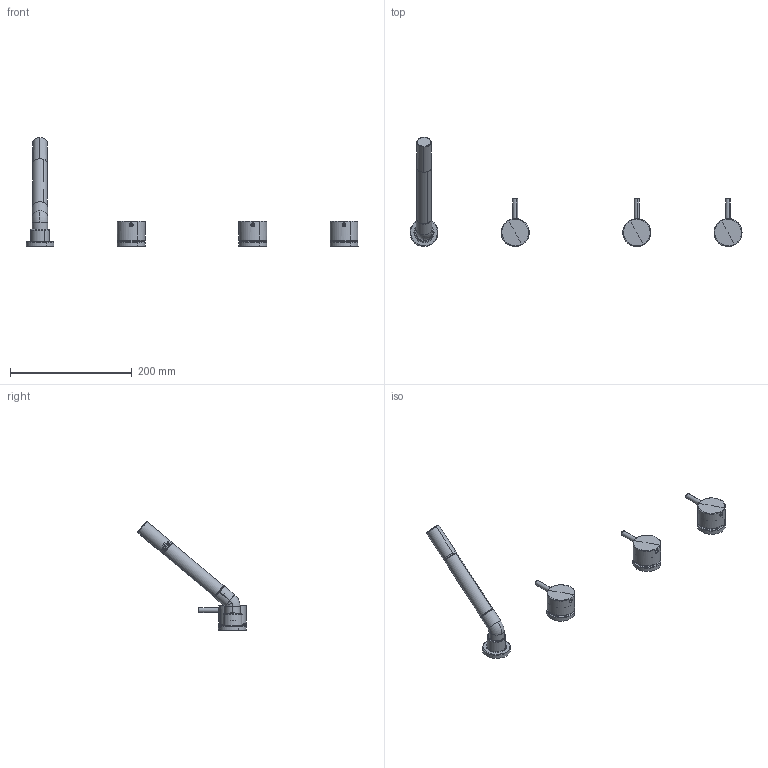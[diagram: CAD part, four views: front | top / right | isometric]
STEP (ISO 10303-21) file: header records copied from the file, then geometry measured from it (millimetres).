
FILE_DESCRIPTION(('CATIA V5 STEP Exchange','CAx-IF Rec.Pracs.--- Model Styling and Organization---1.5--- 2016-08-15','CAx-IF Rec.Pracs.---Supplemental Geometry---1.0---2011-11-01','CAx-IF Rec.Pracs.--- Composite Materials ---3.4---2017-06-13','CAx-IF Rec.Pracs.---Tessellated 3D Geometry---1.0---2015-12-17'),'2;1');
FILE_NAME('LN000290.stp','2023-02-02T10:44:02+00:00',('none'),('none'),'CATIA Version 5-6 Release 2020 SP2','CATIA V5 STEP AP242 v2','none');
FILE_SCHEMA(('AP242_MANAGED_MODEL_BASED_3D_ENGINEERING_MIM_LF {1 0 10303 442 1 1 4}'));
Length unit declared in the file: millimetre
Products named in the file (1): Product2_AllCATPart
Bounding box: 545.99 x 179.07 x 179.06 mm (x, y, z)
Volume: 140109.1 mm3; surface area: 109314 mm2
Topology: 18 solids, 18 shells, 1162 faces, 3227 edges, 2118 vertices
Faces by surface type: plane 401, extrusion 294, cylinder 250, torus 113, cone 92, bspline 6, sphere 6
Entity records: 42067 total; most frequent: CARTESIAN_POINT 14970, ORIENTED_EDGE 6438, DIRECTION 3843, EDGE_CURVE 3219, VERTEX_POINT 2118, VECTOR 1604, AXIS2_PLACEMENT_3D 1574, LINE 1310
